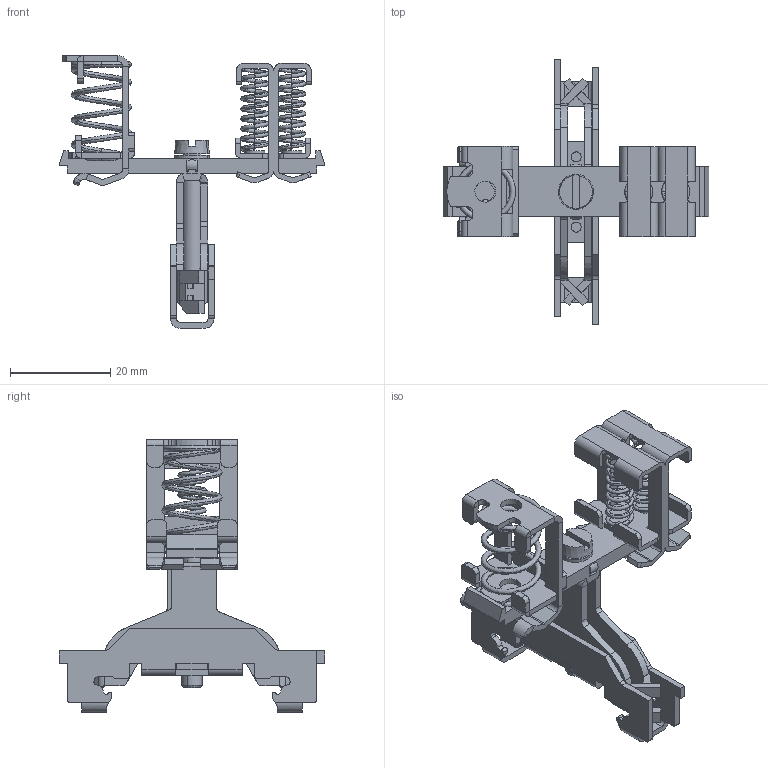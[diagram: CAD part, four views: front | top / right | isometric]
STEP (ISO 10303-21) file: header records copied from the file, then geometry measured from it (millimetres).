
FILE_DESCRIPTION(('CATIA V5R24 STEP','CAx-IF Rec.Pracs.--- Model Styling and Organization---1.2---2011-12-15'),'2;1');
FILE_NAME ('D1455411_0_1749430000_1749430000.stp','2016-12-21T13:43:27+00:00',('none'),('Weidmueller'),'CATIA Version 5-6 Release 2014 SP4 HF52','CATIA V5 STEP AP214','none');
FILE_SCHEMA(('AUTOMOTIVE_DESIGN { 1 0 10303 214 1 1 1 1 }'));
Length unit declared in the file: millimetre
Products named in the file (1): v5-standard_part
Bounding box: 53 x 53 x 54.45 mm (x, y, z)
Volume: 7277.8 mm3; surface area: 11730.1 mm2
Topology: 1 solids, 4 shells, 835 faces, 2316 edges, 1480 vertices
Faces by surface type: plane 454, cylinder 255, bspline 90, torus 18, cone 16, extrusion 2
Entity records: 32214 total; most frequent: CARTESIAN_POINT 13120, ORIENTED_EDGE 4632, DIRECTION 2939, EDGE_CURVE 2316, VERTEX_POINT 1480, VECTOR 1424, LINE 1422, AXIS2_PLACEMENT_3D 1005
